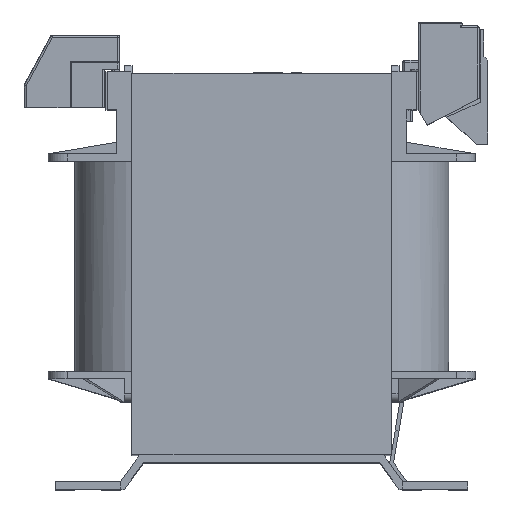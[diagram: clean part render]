
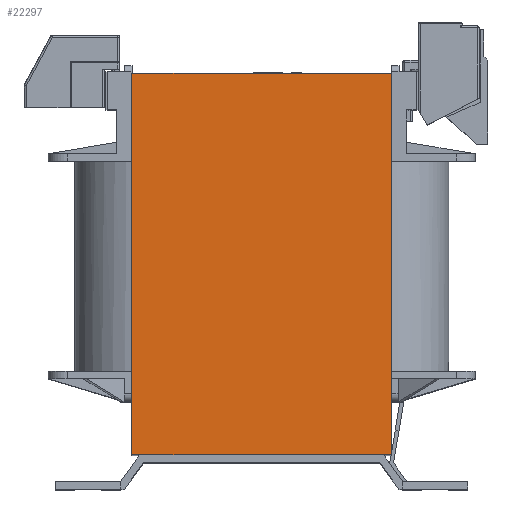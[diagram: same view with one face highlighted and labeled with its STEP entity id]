
A CAD part, top view. The second image highlights one B-rep face of the part: STEP entity #22297.
In plain terms, the highlighted planar face has unit normal (0, 0, 1).
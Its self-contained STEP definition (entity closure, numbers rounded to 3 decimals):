
#1734=FACE_OUTER_BOUND('',#2851,.T.);
#2851=EDGE_LOOP('',(#19017,#19018,#19019,#19020));
#5081=LINE('',#34558,#7726);
#5338=LINE('',#35111,#7983);
#5389=LINE('',#35225,#8034);
#5419=LINE('',#35292,#8064);
#7726=VECTOR('',#28546,10.);
#7983=VECTOR('',#29061,10.);
#8034=VECTOR('',#29158,10.);
#8064=VECTOR('',#29220,10.);
#9843=VERTEX_POINT('',#34555);
#9844=VERTEX_POINT('',#34557);
#10011=VERTEX_POINT('',#35109);
#10051=VERTEX_POINT('',#35223);
#12714=EDGE_CURVE('',#9844,#9843,#5081,.T.);
#12991=EDGE_CURVE('',#10011,#9843,#5338,.T.);
#13048=EDGE_CURVE('',#10051,#10011,#5389,.T.);
#13082=EDGE_CURVE('',#10051,#9844,#5419,.T.);
#19017=ORIENTED_EDGE('',*,*,#13082,.T.);
#19018=ORIENTED_EDGE('',*,*,#12714,.T.);
#19019=ORIENTED_EDGE('',*,*,#12991,.F.);
#19020=ORIENTED_EDGE('',*,*,#13048,.F.);
#20166=PLANE('',#23797);
#22297=ADVANCED_FACE('',(#1734),#20166,.T.);
#23797=AXIS2_PLACEMENT_3D('',#35291,#29218,#29219);
#28546=DIRECTION('',(-1.,0.,0.));
#29061=DIRECTION('',(0.,1.,0.));
#29158=DIRECTION('',(-1.,0.,0.));
#29218=DIRECTION('center_axis',(0.,0.,1.));
#29219=DIRECTION('ref_axis',(0.,1.,0.));
#29220=DIRECTION('',(0.,1.,0.));
#34555=CARTESIAN_POINT('',(14.968,80.365,60.5));
#34557=CARTESIAN_POINT('',(82.968,80.365,60.5));
#34558=CARTESIAN_POINT('',(82.968,80.365,60.5));
#35109=CARTESIAN_POINT('',(14.968,-19.635,60.5));
#35111=CARTESIAN_POINT('',(14.968,-19.635,60.5));
#35223=CARTESIAN_POINT('',(82.968,-19.635,60.5));
#35225=CARTESIAN_POINT('',(82.968,-19.635,60.5));
#35291=CARTESIAN_POINT('Origin',(82.968,-19.635,60.5));
#35292=CARTESIAN_POINT('',(82.968,-19.635,60.5));
